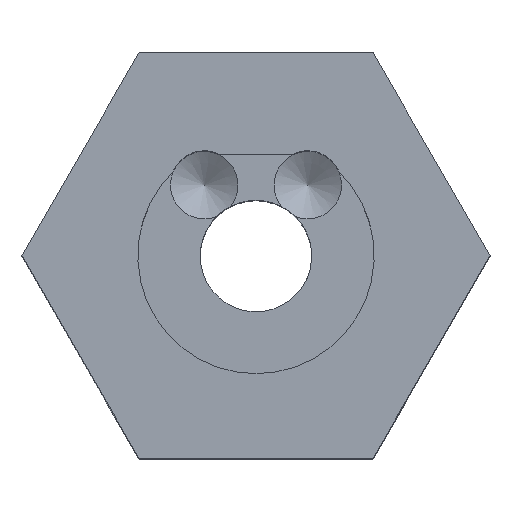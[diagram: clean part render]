
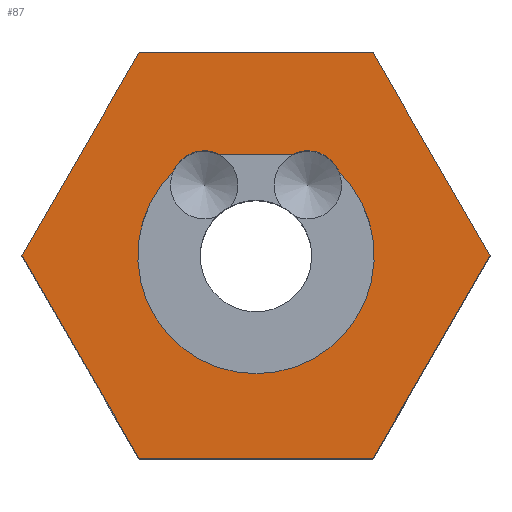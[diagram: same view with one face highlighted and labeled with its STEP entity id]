
A CAD part, top view. The second image highlights one B-rep face of the part: STEP entity #87.
In plain terms, the highlighted planar face has unit normal (0, 0, 1).
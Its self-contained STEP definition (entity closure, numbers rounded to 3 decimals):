
#87 = ADVANCED_FACE( '', ( #124, #125 ), #126, .T. );
#124 = FACE_BOUND( '', #169, .T. );
#125 = FACE_OUTER_BOUND( '', #170, .T. );
#126 = PLANE( '', #171 );
#169 = EDGE_LOOP( '', ( #278, #279, #280, #281 ) );
#170 = EDGE_LOOP( '', ( #282, #283, #284, #285, #286, #287 ) );
#171 = AXIS2_PLACEMENT_3D( '', #288, #289, #290 );
#278 = ORIENTED_EDGE( '', *, *, #368, .F. );
#279 = ORIENTED_EDGE( '', *, *, #349, .F. );
#280 = ORIENTED_EDGE( '', *, *, #353, .F. );
#281 = ORIENTED_EDGE( '', *, *, #362, .T. );
#282 = ORIENTED_EDGE( '', *, *, #341, .T. );
#283 = ORIENTED_EDGE( '', *, *, #370, .T. );
#284 = ORIENTED_EDGE( '', *, *, #371, .T. );
#285 = ORIENTED_EDGE( '', *, *, #372, .T. );
#286 = ORIENTED_EDGE( '', *, *, #373, .T. );
#287 = ORIENTED_EDGE( '', *, *, #374, .T. );
#288 = CARTESIAN_POINT( '', ( -3.464, 6., 0. ) );
#289 = DIRECTION( '', ( 0., 0., 1. ) );
#290 = DIRECTION( '', ( -0.866, 0.5, 0. ) );
#341 = EDGE_CURVE( '', #394, #395, #396, .T. );
#349 = EDGE_CURVE( '', #407, #409, #410, .T. );
#353 = EDGE_CURVE( '', #414, #407, #416, .T. );
#362 = EDGE_CURVE( '', #414, #427, #429, .T. );
#368 = EDGE_CURVE( '', #409, #427, #437, .T. );
#370 = EDGE_CURVE( '', #395, #438, #439, .T. );
#371 = EDGE_CURVE( '', #438, #440, #441, .T. );
#372 = EDGE_CURVE( '', #440, #442, #443, .T. );
#373 = EDGE_CURVE( '', #442, #444, #445, .T. );
#374 = EDGE_CURVE( '', #444, #394, #446, .T. );
#394 = VERTEX_POINT( '', #473 );
#395 = VERTEX_POINT( '', #474 );
#396 = LINE( '', #475, #476 );
#407 = VERTEX_POINT( '', #524 );
#409 = VERTEX_POINT( '', #527 );
#410 = CIRCLE( '', #528, 1. );
#414 = VERTEX_POINT( '', #533 );
#416 = LINE( '', #536, #537 );
#427 = VERTEX_POINT( '', #553 );
#429 = CIRCLE( '', #556, 1. );
#437 = CIRCLE( '', #569, 3.5 );
#438 = VERTEX_POINT( '', #570 );
#439 = LINE( '', #571, #572 );
#440 = VERTEX_POINT( '', #573 );
#441 = LINE( '', #574, #575 );
#442 = VERTEX_POINT( '', #576 );
#443 = LINE( '', #577, #578 );
#444 = VERTEX_POINT( '', #579 );
#445 = LINE( '', #580, #581 );
#446 = LINE( '', #582, #583 );
#473 = CARTESIAN_POINT( '', ( 3.464, 6., 0. ) );
#474 = CARTESIAN_POINT( '', ( -3.464, 6., 0. ) );
#475 = CARTESIAN_POINT( '', ( 3.464, 6., 0. ) );
#476 = VECTOR( '', #615, 1000. );
#524 = CARTESIAN_POINT( '', ( -1.097, 3., 0. ) );
#527 = CARTESIAN_POINT( '', ( -2.449, 2.5, 0. ) );
#528 = AXIS2_PLACEMENT_3D( '', #623, #624, #625 );
#533 = CARTESIAN_POINT( '', ( 1.097, 3., 0. ) );
#536 = CARTESIAN_POINT( '', ( -3.464, 3., 0. ) );
#537 = VECTOR( '', #631, 1000. );
#553 = CARTESIAN_POINT( '', ( 2.449, 2.5, 0. ) );
#556 = AXIS2_PLACEMENT_3D( '', #648, #649, #650 );
#569 = AXIS2_PLACEMENT_3D( '', #663, #664, #665 );
#570 = CARTESIAN_POINT( '', ( -6.928, 0., 0. ) );
#571 = CARTESIAN_POINT( '', ( -3.464, 6., 0. ) );
#572 = VECTOR( '', #666, 1000. );
#573 = CARTESIAN_POINT( '', ( -3.464, -6., 0. ) );
#574 = CARTESIAN_POINT( '', ( -6.928, 0., 0. ) );
#575 = VECTOR( '', #667, 1000. );
#576 = CARTESIAN_POINT( '', ( 3.464, -6., 0. ) );
#577 = CARTESIAN_POINT( '', ( -3.464, -6., 0. ) );
#578 = VECTOR( '', #668, 1000. );
#579 = CARTESIAN_POINT( '', ( 6.928, 0., 0. ) );
#580 = CARTESIAN_POINT( '', ( 3.464, -6., 0. ) );
#581 = VECTOR( '', #669, 1000. );
#582 = CARTESIAN_POINT( '', ( 6.928, 0., 0. ) );
#583 = VECTOR( '', #670, 1000. );
#615 = DIRECTION( '', ( -1., 0., 0. ) );
#623 = CARTESIAN_POINT( '', ( -1.533, 2.1, 0. ) );
#624 = DIRECTION( '', ( 0., 0., 1. ) );
#625 = DIRECTION( '', ( -1., 0., 0. ) );
#631 = DIRECTION( '', ( -1., 0., 0. ) );
#648 = CARTESIAN_POINT( '', ( 1.533, 2.1, 0. ) );
#649 = DIRECTION( '', ( 0., 0., -1. ) );
#650 = DIRECTION( '', ( 1., 0., 0. ) );
#663 = CARTESIAN_POINT( '', ( 0., 0., 0. ) );
#664 = DIRECTION( '', ( 0., 0., 1. ) );
#665 = DIRECTION( '', ( 1., 0., 0. ) );
#666 = DIRECTION( '', ( -0.5, -0.866, 0. ) );
#667 = DIRECTION( '', ( 0.5, -0.866, 0. ) );
#668 = DIRECTION( '', ( 1., 0., 0. ) );
#669 = DIRECTION( '', ( 0.5, 0.866, 0. ) );
#670 = DIRECTION( '', ( -0.5, 0.866, 0. ) );
